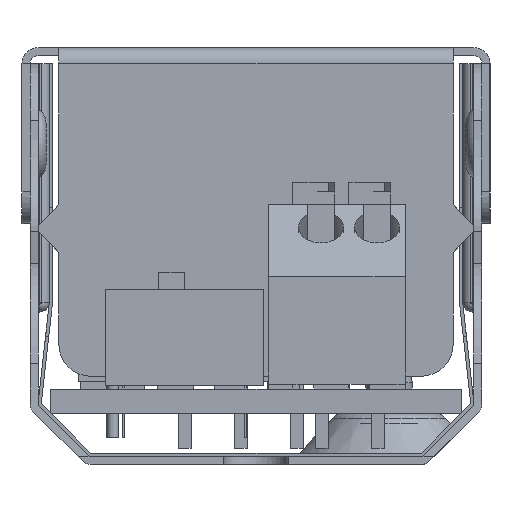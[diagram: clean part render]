
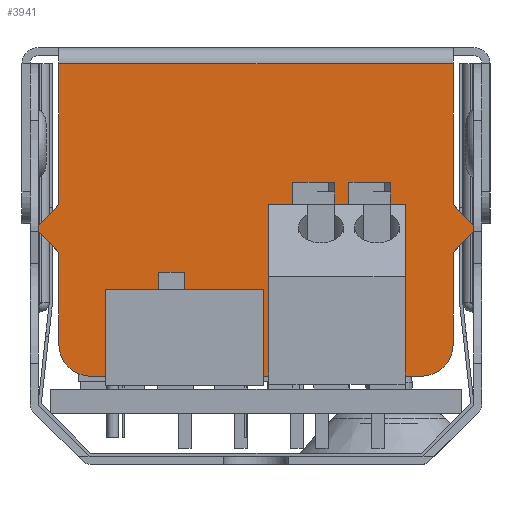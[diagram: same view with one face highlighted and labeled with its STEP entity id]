
A CAD part, left-side view. The second image highlights one B-rep face of the part: STEP entity #3941.
In plain terms, the highlighted planar face has unit normal (-1, 0, 0).
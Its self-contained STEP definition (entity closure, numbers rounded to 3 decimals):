
#3941=ADVANCED_FACE('',(#8613),#8615,.T.);
#8613=FACE_BOUND('',#8614,.T.);
#8614=EDGE_LOOP('',(#12529,#12530,#12531,#12532,#12533,#12534,#12535,#12536,#12537,
#12538,#12539,#12540,#12541,#12542));
#8615=PLANE('',#8616);
#8616=AXIS2_PLACEMENT_3D('',#8617,#8618,#8619);
#8617=CARTESIAN_POINT('',(-72.5,-12.3,5.5));
#8618=DIRECTION('',(-1.,0.,0.));
#8619=DIRECTION('',(0.,0.,1.));
#12529=ORIENTED_EDGE('',*,*,#14671,.F.);
#12530=ORIENTED_EDGE('',*,*,#14672,.F.);
#12531=ORIENTED_EDGE('',*,*,#14673,.F.);
#12532=ORIENTED_EDGE('',*,*,#14674,.T.);
#12533=ORIENTED_EDGE('',*,*,#14675,.T.);
#12534=ORIENTED_EDGE('',*,*,#14446,.T.);
#12535=ORIENTED_EDGE('',*,*,#14670,.T.);
#12536=ORIENTED_EDGE('',*,*,#14676,.T.);
#12537=ORIENTED_EDGE('',*,*,#14677,.T.);
#12538=ORIENTED_EDGE('',*,*,#14678,.F.);
#12539=ORIENTED_EDGE('',*,*,#14679,.T.);
#12540=ORIENTED_EDGE('',*,*,#14559,.T.);
#12541=ORIENTED_EDGE('',*,*,#14680,.T.);
#12542=ORIENTED_EDGE('',*,*,#14681,.F.);
#14446=EDGE_CURVE('',#16749,#16747,#16750,.T.);
#14559=EDGE_CURVE('',#16949,#16947,#16950,.T.);
#14670=EDGE_CURVE('',#16747,#17124,#17126,.T.);
#14671=EDGE_CURVE('',#17127,#17128,#17129,.F.);
#14672=EDGE_CURVE('',#17130,#17127,#17131,.T.);
#14673=EDGE_CURVE('',#17132,#17130,#17133,.F.);
#14674=EDGE_CURVE('',#17132,#17134,#17135,.T.);
#14675=EDGE_CURVE('',#17134,#16749,#17136,.T.);
#14676=EDGE_CURVE('',#17124,#17137,#17138,.T.);
#14677=EDGE_CURVE('',#17137,#17139,#17140,.T.);
#14678=EDGE_CURVE('',#17141,#17139,#17142,.T.);
#14679=EDGE_CURVE('',#17141,#16949,#17143,.T.);
#14680=EDGE_CURVE('',#16947,#17144,#17145,.T.);
#14681=EDGE_CURVE('',#17128,#17144,#17146,.T.);
#16747=VERTEX_POINT('',#21764);
#16749=VERTEX_POINT('',#21768);
#16750=LINE('',#21769,#21770);
#16947=VERTEX_POINT('',#22345);
#16949=VERTEX_POINT('',#22349);
#16950=LINE('',#22350,#22351);
#17124=VERTEX_POINT('',#22778);
#17126=LINE('',#22782,#22783);
#17127=VERTEX_POINT('',#22785);
#17128=VERTEX_POINT('',#22786);
#17129=CIRCLE('',#22787,2.);
#17130=VERTEX_POINT('',#22791);
#17131=LINE('',#22792,#22793);
#17132=VERTEX_POINT('',#22795);
#17133=CIRCLE('',#22796,2.);
#17134=VERTEX_POINT('',#22800);
#17135=LINE('',#22801,#22802);
#17136=LINE('',#22804,#22805);
#17137=VERTEX_POINT('',#22807);
#17138=LINE('',#22808,#22809);
#17139=VERTEX_POINT('',#22811);
#17140=LINE('',#22812,#22813);
#17141=VERTEX_POINT('',#22815);
#17142=LINE('',#22816,#22817);
#17143=LINE('',#22819,#22820);
#17144=VERTEX_POINT('',#22822);
#17145=LINE('',#22823,#22824);
#17146=LINE('',#22826,#22827);
#21764=CARTESIAN_POINT('',(-72.5,-13.6,14.814));
#21768=CARTESIAN_POINT('',(-72.5,-13.6,14.6));
#21769=CARTESIAN_POINT('',(-72.5,-13.6,14.6));
#21770=VECTOR('',#21771,1.);
#21771=DIRECTION('',(0.,0.,1.));
#22345=CARTESIAN_POINT('',(-72.5,13.6,14.6));
#22349=CARTESIAN_POINT('',(-72.5,13.6,14.814));
#22350=CARTESIAN_POINT('',(-72.5,13.6,14.814));
#22351=VECTOR('',#22352,1.);
#22352=DIRECTION('',(0.,0.,-1.));
#22778=CARTESIAN_POINT('',(-72.5,-12.3,16.207));
#22782=CARTESIAN_POINT('',(-72.5,-13.6,14.814));
#22783=VECTOR('',#22784,1.);
#22784=DIRECTION('',(0.,0.682,0.731));
#22785=CARTESIAN_POINT('',(-72.5,10.3,5.5));
#22786=CARTESIAN_POINT('',(-72.5,12.3,7.5));
#22787=AXIS2_PLACEMENT_3D('',#22788,#22789,#22790);
#22788=CARTESIAN_POINT('',(-72.5,10.3,7.5));
#22789=DIRECTION('',(-1.,0.,0.));
#22790=DIRECTION('',(0.,1.,0.));
#22791=CARTESIAN_POINT('',(-72.5,-10.3,5.5));
#22792=CARTESIAN_POINT('',(-72.5,-10.3,5.5));
#22793=VECTOR('',#22794,1.);
#22794=DIRECTION('',(0.,1.,0.));
#22795=CARTESIAN_POINT('',(-72.5,-12.3,7.5));
#22796=AXIS2_PLACEMENT_3D('',#22797,#22798,#22799);
#22797=CARTESIAN_POINT('',(-72.5,-10.3,7.5));
#22798=DIRECTION('',(-1.,0.,0.));
#22799=DIRECTION('',(0.,0.,-1.));
#22800=CARTESIAN_POINT('',(-72.5,-12.3,13.207));
#22801=CARTESIAN_POINT('',(-72.5,-12.3,7.5));
#22802=VECTOR('',#22803,1.);
#22803=DIRECTION('',(0.,0.,1.));
#22804=CARTESIAN_POINT('',(-72.5,-12.3,13.207));
#22805=VECTOR('',#22806,1.);
#22806=DIRECTION('',(0.,-0.682,0.731));
#22807=CARTESIAN_POINT('',(-72.5,-12.3,25.));
#22808=CARTESIAN_POINT('',(-72.5,-12.3,16.207));
#22809=VECTOR('',#22810,1.);
#22810=DIRECTION('',(0.,0.,1.));
#22811=CARTESIAN_POINT('',(-72.5,12.3,25.));
#22812=CARTESIAN_POINT('',(-72.5,-12.3,25.));
#22813=VECTOR('',#22814,1.);
#22814=DIRECTION('',(0.,1.,0.));
#22815=CARTESIAN_POINT('',(-72.5,12.3,16.207));
#22816=CARTESIAN_POINT('',(-72.5,12.3,16.207));
#22817=VECTOR('',#22818,1.);
#22818=DIRECTION('',(0.,0.,1.));
#22819=CARTESIAN_POINT('',(-72.5,12.3,16.207));
#22820=VECTOR('',#22821,1.);
#22821=DIRECTION('',(0.,0.682,-0.731));
#22822=CARTESIAN_POINT('',(-72.5,12.3,13.207));
#22823=CARTESIAN_POINT('',(-72.5,13.6,14.6));
#22824=VECTOR('',#22825,1.);
#22825=DIRECTION('',(0.,-0.682,-0.731));
#22826=CARTESIAN_POINT('',(-72.5,12.3,7.5));
#22827=VECTOR('',#22828,1.);
#22828=DIRECTION('',(0.,0.,1.));
